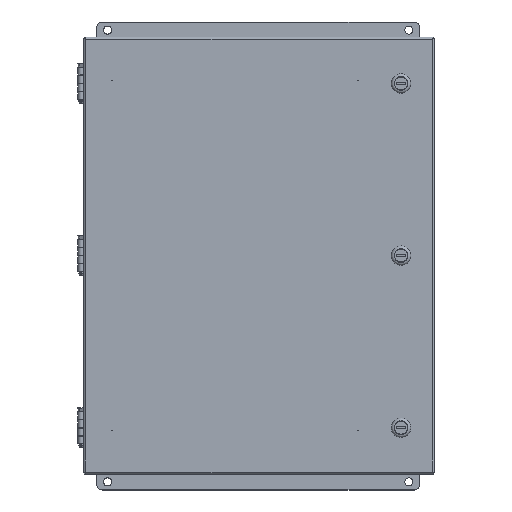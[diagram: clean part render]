
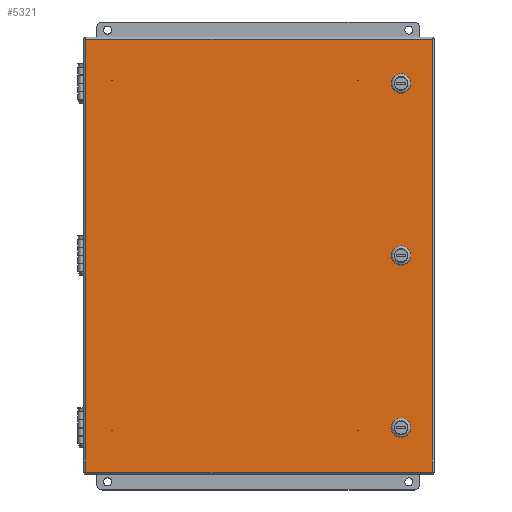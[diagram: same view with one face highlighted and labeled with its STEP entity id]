
A CAD part, top view. The second image highlights one B-rep face of the part: STEP entity #5321.
In plain terms, the highlighted face is planar.
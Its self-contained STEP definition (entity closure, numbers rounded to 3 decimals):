
#5321 = ADVANCED_FACE( '', ( #11213, #11214, #11215, #11216 ), #11217, .T. );
#11213 = FACE_BOUND( '', #36195, .T. );
#11214 = FACE_BOUND( '', #36196, .T. );
#11215 = FACE_BOUND( '', #36197, .T. );
#11216 = FACE_OUTER_BOUND( '', #36198, .T. );
#11217 = PLANE( '', #36199 );
#36195 = EDGE_LOOP( '', ( #62075, #62076, #62077, #62078 ) );
#36196 = EDGE_LOOP( '', ( #62079, #62080, #62081, #62082 ) );
#36197 = EDGE_LOOP( '', ( #62083, #62084, #62085, #62086 ) );
#36198 = EDGE_LOOP( '', ( #62087, #62088, #62089, #62090 ) );
#36199 = AXIS2_PLACEMENT_3D( '', #62091, #62092, #62093 );
#62075 = ORIENTED_EDGE( '', *, *, #75451, .F. );
#62076 = ORIENTED_EDGE( '', *, *, #74453, .F. );
#62077 = ORIENTED_EDGE( '', *, *, #75452, .F. );
#62078 = ORIENTED_EDGE( '', *, *, #75453, .F. );
#62079 = ORIENTED_EDGE( '', *, *, #75454, .F. );
#62080 = ORIENTED_EDGE( '', *, *, #75455, .F. );
#62081 = ORIENTED_EDGE( '', *, *, #73388, .F. );
#62082 = ORIENTED_EDGE( '', *, *, #74777, .F. );
#62083 = ORIENTED_EDGE( '', *, *, #73337, .F. );
#62084 = ORIENTED_EDGE( '', *, *, #75456, .F. );
#62085 = ORIENTED_EDGE( '', *, *, #73651, .F. );
#62086 = ORIENTED_EDGE( '', *, *, #75457, .F. );
#62087 = ORIENTED_EDGE( '', *, *, #72220, .T. );
#62088 = ORIENTED_EDGE( '', *, *, #71880, .F. );
#62089 = ORIENTED_EDGE( '', *, *, #75458, .T. );
#62090 = ORIENTED_EDGE( '', *, *, #70153, .T. );
#62091 = CARTESIAN_POINT( '', ( -207.01, 0., -257.81 ) );
#62092 = DIRECTION( '', ( 0., -1., 0. ) );
#62093 = DIRECTION( '', ( 0., 0., -1. ) );
#70153 = EDGE_CURVE( '', #77009, #77017, #77019, .T. );
#71880 = EDGE_CURVE( '', #78702, #80023, #80024, .T. );
#72220 = EDGE_CURVE( '', #77017, #80023, #80584, .T. );
#73337 = EDGE_CURVE( '', #82333, #82335, #82336, .T. );
#73388 = EDGE_CURVE( '', #82409, #82411, #82412, .T. );
#73651 = EDGE_CURVE( '', #82798, #82800, #82801, .T. );
#74453 = EDGE_CURVE( '', #83946, #83948, #83949, .T. );
#74777 = EDGE_CURVE( '', #84393, #82409, #84395, .T. );
#75451 = EDGE_CURVE( '', #83948, #85292, #85293, .T. );
#75452 = EDGE_CURVE( '', #85294, #83946, #85295, .T. );
#75453 = EDGE_CURVE( '', #85292, #85294, #85296, .T. );
#75454 = EDGE_CURVE( '', #85297, #84393, #85298, .T. );
#75455 = EDGE_CURVE( '', #82411, #85297, #85299, .T. );
#75456 = EDGE_CURVE( '', #82800, #82333, #85300, .T. );
#75457 = EDGE_CURVE( '', #82335, #82798, #85301, .T. );
#75458 = EDGE_CURVE( '', #78702, #77009, #85302, .T. );
#77009 = VERTEX_POINT( '', #87074 );
#77017 = VERTEX_POINT( '', #87083 );
#77019 = LINE( '', #87085, #87086 );
#78702 = VERTEX_POINT( '', #90992 );
#80023 = VERTEX_POINT( '', #94359 );
#80024 = LINE( '', #94360, #94361 );
#80584 = LINE( '', #95743, #95744 );
#82333 = VERTEX_POINT( '', #100336 );
#82335 = VERTEX_POINT( '', #100339 );
#82336 = CIRCLE( '', #100340, 9.716 );
#82409 = VERTEX_POINT( '', #100623 );
#82411 = VERTEX_POINT( '', #100626 );
#82412 = CIRCLE( '', #100627, 9.716 );
#82798 = VERTEX_POINT( '', #101629 );
#82800 = VERTEX_POINT( '', #101632 );
#82801 = CIRCLE( '', #101633, 9.716 );
#83946 = VERTEX_POINT( '', #104834 );
#83948 = VERTEX_POINT( '', #104837 );
#83949 = LINE( '', #104838, #104839 );
#84393 = VERTEX_POINT( '', #106247 );
#84395 = LINE( '', #106250, #106251 );
#85292 = VERTEX_POINT( '', #108584 );
#85293 = CIRCLE( '', #108585, 9.716 );
#85294 = VERTEX_POINT( '', #108586 );
#85295 = CIRCLE( '', #108587, 9.716 );
#85296 = LINE( '', #108588, #108589 );
#85297 = VERTEX_POINT( '', #108590 );
#85298 = CIRCLE( '', #108591, 9.716 );
#85299 = LINE( '', #108592, #108593 );
#85300 = LINE( '', #108594, #108595 );
#85301 = LINE( '', #108596, #108597 );
#85302 = LINE( '', #108598, #108599 );
#87074 = CARTESIAN_POINT( '', ( -204.673, 0., -255.473 ) );
#87083 = CARTESIAN_POINT( '', ( 204.673, 0., -255.473 ) );
#87085 = CARTESIAN_POINT( '', ( 207.01, 0., -255.473 ) );
#87086 = VECTOR( '', #112851, 1000. );
#90992 = CARTESIAN_POINT( '', ( -204.673, 0., 255.473 ) );
#94359 = CARTESIAN_POINT( '', ( 204.673, 0., 255.473 ) );
#94360 = CARTESIAN_POINT( '', ( -204.673, 0., 255.473 ) );
#94361 = VECTOR( '', #114166, 1000. );
#95743 = CARTESIAN_POINT( '', ( 204.673, 0., 255.473 ) );
#95744 = VECTOR( '', #114432, 1000. );
#100336 = CARTESIAN_POINT( '', ( 175.641, 0., -197.878 ) );
#100339 = CARTESIAN_POINT( '', ( 159.385, 0., -197.878 ) );
#100340 = AXIS2_PLACEMENT_3D( '', #115202, #115203, #115204 );
#100623 = CARTESIAN_POINT( '', ( 159.385, 0., -5.322 ) );
#100626 = CARTESIAN_POINT( '', ( 175.641, 0., -5.322 ) );
#100627 = AXIS2_PLACEMENT_3D( '', #115233, #115234, #115235 );
#101629 = CARTESIAN_POINT( '', ( 159.385, 0., -208.522 ) );
#101632 = CARTESIAN_POINT( '', ( 175.641, 0., -208.522 ) );
#101633 = AXIS2_PLACEMENT_3D( '', #115413, #115414, #115415 );
#104834 = CARTESIAN_POINT( '', ( 175.641, 0., 197.878 ) );
#104837 = CARTESIAN_POINT( '', ( 175.641, 0., 208.522 ) );
#104838 = CARTESIAN_POINT( '', ( 175.641, 0., 208.522 ) );
#104839 = VECTOR( '', #115952, 1000. );
#106247 = CARTESIAN_POINT( '', ( 159.385, 0., 5.322 ) );
#106250 = CARTESIAN_POINT( '', ( 159.385, 0., 5.322 ) );
#106251 = VECTOR( '', #116110, 1000. );
#108584 = CARTESIAN_POINT( '', ( 159.385, 0., 208.522 ) );
#108585 = AXIS2_PLACEMENT_3D( '', #116487, #116488, #116489 );
#108586 = CARTESIAN_POINT( '', ( 159.385, 0., 197.878 ) );
#108587 = AXIS2_PLACEMENT_3D( '', #116490, #116491, #116492 );
#108588 = CARTESIAN_POINT( '', ( 159.385, 0., 208.522 ) );
#108589 = VECTOR( '', #116493, 1000. );
#108590 = CARTESIAN_POINT( '', ( 175.641, 0., 5.322 ) );
#108591 = AXIS2_PLACEMENT_3D( '', #116494, #116495, #116496 );
#108592 = CARTESIAN_POINT( '', ( 175.641, 0., 5.322 ) );
#108593 = VECTOR( '', #116497, 1000. );
#108594 = CARTESIAN_POINT( '', ( 175.641, 0., -197.878 ) );
#108595 = VECTOR( '', #116498, 1000. );
#108596 = CARTESIAN_POINT( '', ( 159.385, 0., -197.878 ) );
#108597 = VECTOR( '', #116499, 1000. );
#108598 = CARTESIAN_POINT( '', ( -204.673, 0., -257.81 ) );
#108599 = VECTOR( '', #116500, 1000. );
#112851 = DIRECTION( '', ( 1., 0., 0. ) );
#114166 = DIRECTION( '', ( 1., 0., 0. ) );
#114432 = DIRECTION( '', ( 0., 0., 1. ) );
#115202 = CARTESIAN_POINT( '', ( 167.513, 0., -203.2 ) );
#115203 = DIRECTION( '', ( 0., -1., 0. ) );
#115204 = DIRECTION( '', ( 1., 0., 0. ) );
#115233 = CARTESIAN_POINT( '', ( 167.513, 0., 0. ) );
#115234 = DIRECTION( '', ( 0., -1., 0. ) );
#115235 = DIRECTION( '', ( 1., 0., 0. ) );
#115413 = CARTESIAN_POINT( '', ( 167.513, 0., -203.2 ) );
#115414 = DIRECTION( '', ( 0., -1., 0. ) );
#115415 = DIRECTION( '', ( 1., 0., 0. ) );
#115952 = DIRECTION( '', ( 0., 0., 1. ) );
#116110 = DIRECTION( '', ( 0., 0., -1. ) );
#116487 = CARTESIAN_POINT( '', ( 167.513, 0., 203.2 ) );
#116488 = DIRECTION( '', ( 0., -1., 0. ) );
#116489 = DIRECTION( '', ( 1., 0., 0. ) );
#116490 = CARTESIAN_POINT( '', ( 167.513, 0., 203.2 ) );
#116491 = DIRECTION( '', ( 0., -1., 0. ) );
#116492 = DIRECTION( '', ( 1., 0., 0. ) );
#116493 = DIRECTION( '', ( 0., 0., -1. ) );
#116494 = CARTESIAN_POINT( '', ( 167.513, 0., 0. ) );
#116495 = DIRECTION( '', ( 0., -1., 0. ) );
#116496 = DIRECTION( '', ( 1., 0., 0. ) );
#116497 = DIRECTION( '', ( 0., 0., 1. ) );
#116498 = DIRECTION( '', ( 0., 0., 1. ) );
#116499 = DIRECTION( '', ( 0., 0., -1. ) );
#116500 = DIRECTION( '', ( 0., 0., -1. ) );
